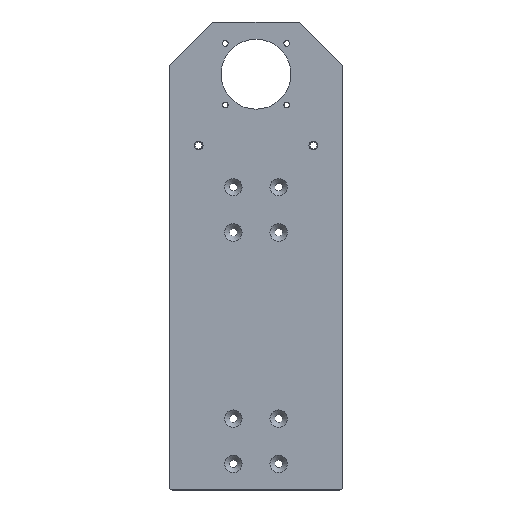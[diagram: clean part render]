
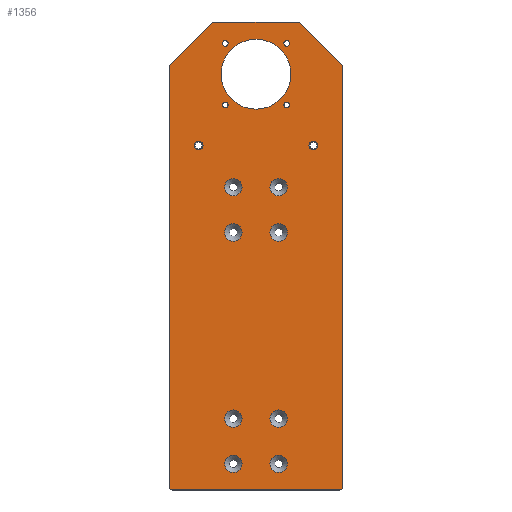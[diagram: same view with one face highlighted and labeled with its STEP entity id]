
A CAD part, top view. The second image highlights one B-rep face of the part: STEP entity #1356.
In plain terms, the highlighted planar face has unit normal (0, 0, 1).
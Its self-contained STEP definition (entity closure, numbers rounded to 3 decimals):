
#141=PLANE('',#1476);
#163=FACE_BOUND('',#293,.T.);
#164=FACE_BOUND('',#294,.T.);
#165=FACE_BOUND('',#295,.T.);
#166=FACE_BOUND('',#296,.T.);
#167=FACE_BOUND('',#297,.T.);
#168=FACE_BOUND('',#298,.T.);
#169=FACE_BOUND('',#299,.T.);
#170=FACE_BOUND('',#300,.T.);
#171=FACE_BOUND('',#301,.T.);
#172=FACE_BOUND('',#302,.T.);
#173=FACE_BOUND('',#303,.T.);
#174=FACE_BOUND('',#304,.T.);
#175=FACE_BOUND('',#305,.T.);
#176=FACE_BOUND('',#306,.T.);
#177=FACE_BOUND('',#307,.T.);
#220=FACE_OUTER_BOUND('',#292,.T.);
#292=EDGE_LOOP('',(#1014,#1015,#1016,#1017,#1018,#1019,#1020,#1021));
#293=EDGE_LOOP('',(#1022));
#294=EDGE_LOOP('',(#1023));
#295=EDGE_LOOP('',(#1024));
#296=EDGE_LOOP('',(#1025));
#297=EDGE_LOOP('',(#1026));
#298=EDGE_LOOP('',(#1027));
#299=EDGE_LOOP('',(#1028));
#300=EDGE_LOOP('',(#1029));
#301=EDGE_LOOP('',(#1030));
#302=EDGE_LOOP('',(#1031));
#303=EDGE_LOOP('',(#1032));
#304=EDGE_LOOP('',(#1033));
#305=EDGE_LOOP('',(#1034));
#306=EDGE_LOOP('',(#1035));
#307=EDGE_LOOP('',(#1036));
#394=LINE('',#2165,#486);
#395=LINE('',#2167,#487);
#396=LINE('',#2169,#488);
#397=LINE('',#2171,#489);
#398=LINE('',#2175,#490);
#399=LINE('',#2178,#491);
#486=VECTOR('',#1716,10.);
#487=VECTOR('',#1717,10.);
#488=VECTOR('',#1718,10.);
#489=VECTOR('',#1719,10.);
#490=VECTOR('',#1722,10.);
#491=VECTOR('',#1725,10.);
#562=CIRCLE('',#1435,1.621);
#564=CIRCLE('',#1438,1.621);
#566=CIRCLE('',#1441,1.621);
#568=CIRCLE('',#1444,1.621);
#589=CIRCLE('',#1473,2.567);
#592=CIRCLE('',#1477,2.);
#593=CIRCLE('',#1478,2.);
#594=CIRCLE('',#1479,2.567);
#595=CIRCLE('',#1480,20.1);
#596=CIRCLE('',#1481,5.);
#597=CIRCLE('',#1482,5.);
#598=CIRCLE('',#1483,5.);
#599=CIRCLE('',#1484,5.);
#600=CIRCLE('',#1485,5.);
#601=CIRCLE('',#1486,5.);
#602=CIRCLE('',#1487,5.);
#603=CIRCLE('',#1488,5.);
#657=VERTEX_POINT('',#2064);
#659=VERTEX_POINT('',#2070);
#661=VERTEX_POINT('',#2076);
#663=VERTEX_POINT('',#2082);
#692=VERTEX_POINT('',#2155);
#695=VERTEX_POINT('',#2163);
#696=VERTEX_POINT('',#2164);
#697=VERTEX_POINT('',#2166);
#698=VERTEX_POINT('',#2168);
#699=VERTEX_POINT('',#2170);
#700=VERTEX_POINT('',#2172);
#701=VERTEX_POINT('',#2174);
#702=VERTEX_POINT('',#2176);
#703=VERTEX_POINT('',#2179);
#704=VERTEX_POINT('',#2181);
#705=VERTEX_POINT('',#2183);
#706=VERTEX_POINT('',#2185);
#707=VERTEX_POINT('',#2187);
#708=VERTEX_POINT('',#2189);
#709=VERTEX_POINT('',#2191);
#710=VERTEX_POINT('',#2193);
#711=VERTEX_POINT('',#2195);
#712=VERTEX_POINT('',#2197);
#774=EDGE_CURVE('',#657,#657,#562,.T.);
#777=EDGE_CURVE('',#659,#659,#564,.T.);
#780=EDGE_CURVE('',#661,#661,#566,.T.);
#783=EDGE_CURVE('',#663,#663,#568,.T.);
#817=EDGE_CURVE('',#692,#692,#589,.T.);
#821=EDGE_CURVE('',#695,#696,#394,.T.);
#822=EDGE_CURVE('',#695,#697,#395,.T.);
#823=EDGE_CURVE('',#698,#697,#396,.T.);
#824=EDGE_CURVE('',#698,#699,#397,.T.);
#825=EDGE_CURVE('',#700,#699,#592,.T.);
#826=EDGE_CURVE('',#700,#701,#398,.T.);
#827=EDGE_CURVE('',#702,#701,#593,.T.);
#828=EDGE_CURVE('',#696,#702,#399,.T.);
#829=EDGE_CURVE('',#703,#703,#594,.T.);
#830=EDGE_CURVE('',#704,#704,#595,.T.);
#831=EDGE_CURVE('',#705,#705,#596,.T.);
#832=EDGE_CURVE('',#706,#706,#597,.T.);
#833=EDGE_CURVE('',#707,#707,#598,.T.);
#834=EDGE_CURVE('',#708,#708,#599,.T.);
#835=EDGE_CURVE('',#709,#709,#600,.T.);
#836=EDGE_CURVE('',#710,#710,#601,.T.);
#837=EDGE_CURVE('',#711,#711,#602,.T.);
#838=EDGE_CURVE('',#712,#712,#603,.T.);
#1014=ORIENTED_EDGE('',*,*,#821,.F.);
#1015=ORIENTED_EDGE('',*,*,#822,.T.);
#1016=ORIENTED_EDGE('',*,*,#823,.F.);
#1017=ORIENTED_EDGE('',*,*,#824,.T.);
#1018=ORIENTED_EDGE('',*,*,#825,.F.);
#1019=ORIENTED_EDGE('',*,*,#826,.T.);
#1020=ORIENTED_EDGE('',*,*,#827,.F.);
#1021=ORIENTED_EDGE('',*,*,#828,.F.);
#1022=ORIENTED_EDGE('',*,*,#774,.T.);
#1023=ORIENTED_EDGE('',*,*,#777,.T.);
#1024=ORIENTED_EDGE('',*,*,#780,.T.);
#1025=ORIENTED_EDGE('',*,*,#783,.T.);
#1026=ORIENTED_EDGE('',*,*,#829,.F.);
#1027=ORIENTED_EDGE('',*,*,#830,.T.);
#1028=ORIENTED_EDGE('',*,*,#831,.F.);
#1029=ORIENTED_EDGE('',*,*,#832,.F.);
#1030=ORIENTED_EDGE('',*,*,#833,.F.);
#1031=ORIENTED_EDGE('',*,*,#834,.F.);
#1032=ORIENTED_EDGE('',*,*,#835,.T.);
#1033=ORIENTED_EDGE('',*,*,#836,.T.);
#1034=ORIENTED_EDGE('',*,*,#837,.T.);
#1035=ORIENTED_EDGE('',*,*,#838,.T.);
#1036=ORIENTED_EDGE('',*,*,#817,.F.);
#1356=ADVANCED_FACE('',(#220,#163,#164,#165,#166,#167,#168,#169,#170,#171,
#172,#173,#174,#175,#176,#177),#141,.T.);
#1435=AXIS2_PLACEMENT_3D('',#2065,#1616,#1617);
#1438=AXIS2_PLACEMENT_3D('',#2071,#1623,#1624);
#1441=AXIS2_PLACEMENT_3D('',#2077,#1630,#1631);
#1444=AXIS2_PLACEMENT_3D('',#2083,#1637,#1638);
#1473=AXIS2_PLACEMENT_3D('',#2156,#1707,#1708);
#1476=AXIS2_PLACEMENT_3D('',#2162,#1714,#1715);
#1477=AXIS2_PLACEMENT_3D('',#2173,#1720,#1721);
#1478=AXIS2_PLACEMENT_3D('',#2177,#1723,#1724);
#1479=AXIS2_PLACEMENT_3D('',#2180,#1726,#1727);
#1480=AXIS2_PLACEMENT_3D('',#2182,#1728,#1729);
#1481=AXIS2_PLACEMENT_3D('',#2184,#1730,#1731);
#1482=AXIS2_PLACEMENT_3D('',#2186,#1732,#1733);
#1483=AXIS2_PLACEMENT_3D('',#2188,#1734,#1735);
#1484=AXIS2_PLACEMENT_3D('',#2190,#1736,#1737);
#1485=AXIS2_PLACEMENT_3D('',#2192,#1738,#1739);
#1486=AXIS2_PLACEMENT_3D('',#2194,#1740,#1741);
#1487=AXIS2_PLACEMENT_3D('',#2196,#1742,#1743);
#1488=AXIS2_PLACEMENT_3D('',#2198,#1744,#1745);
#1616=DIRECTION('center_axis',(0.,0.,-1.));
#1617=DIRECTION('ref_axis',(1.,0.,0.));
#1623=DIRECTION('center_axis',(0.,0.,-1.));
#1624=DIRECTION('ref_axis',(1.,0.,0.));
#1630=DIRECTION('center_axis',(0.,0.,-1.));
#1631=DIRECTION('ref_axis',(1.,0.,0.));
#1637=DIRECTION('center_axis',(0.,0.,-1.));
#1638=DIRECTION('ref_axis',(1.,0.,0.));
#1707=DIRECTION('center_axis',(0.,0.,1.));
#1708=DIRECTION('ref_axis',(-1.,0.,0.));
#1714=DIRECTION('center_axis',(0.,0.,1.));
#1715=DIRECTION('ref_axis',(1.,0.,0.));
#1716=DIRECTION('',(0.707,-0.707,0.));
#1717=DIRECTION('',(-1.,0.,0.));
#1718=DIRECTION('',(0.707,0.707,0.));
#1719=DIRECTION('',(0.,-1.,0.));
#1720=DIRECTION('center_axis',(0.,0.,-1.));
#1721=DIRECTION('ref_axis',(-0.707,-0.707,0.));
#1722=DIRECTION('',(1.,0.,0.));
#1723=DIRECTION('center_axis',(0.,0.,-1.));
#1724=DIRECTION('ref_axis',(0.707,-0.707,0.));
#1725=DIRECTION('',(0.,-1.,0.));
#1726=DIRECTION('center_axis',(0.,0.,1.));
#1727=DIRECTION('ref_axis',(-1.,0.,0.));
#1728=DIRECTION('center_axis',(0.,0.,-1.));
#1729=DIRECTION('ref_axis',(1.,0.,0.));
#1730=DIRECTION('center_axis',(0.,0.,1.));
#1731=DIRECTION('ref_axis',(1.,0.,0.));
#1732=DIRECTION('center_axis',(0.,0.,1.));
#1733=DIRECTION('ref_axis',(1.,0.,0.));
#1734=DIRECTION('center_axis',(0.,0.,1.));
#1735=DIRECTION('ref_axis',(1.,0.,0.));
#1736=DIRECTION('center_axis',(0.,0.,1.));
#1737=DIRECTION('ref_axis',(1.,0.,0.));
#1738=DIRECTION('center_axis',(0.,0.,-1.));
#1739=DIRECTION('ref_axis',(1.,0.,0.));
#1740=DIRECTION('center_axis',(0.,0.,-1.));
#1741=DIRECTION('ref_axis',(1.,0.,0.));
#1742=DIRECTION('center_axis',(0.,0.,-1.));
#1743=DIRECTION('ref_axis',(1.,0.,0.));
#1744=DIRECTION('center_axis',(0.,0.,-1.));
#1745=DIRECTION('ref_axis',(1.,0.,0.));
#2064=CARTESIAN_POINT('',(16.057,168.678,0.));
#2065=CARTESIAN_POINT('Origin',(17.678,168.678,0.));
#2070=CARTESIAN_POINT('',(16.057,133.322,0.));
#2071=CARTESIAN_POINT('Origin',(17.678,133.322,0.));
#2076=CARTESIAN_POINT('',(-19.299,133.322,0.));
#2077=CARTESIAN_POINT('Origin',(-17.678,133.322,0.));
#2082=CARTESIAN_POINT('',(-19.299,168.678,0.));
#2083=CARTESIAN_POINT('Origin',(-17.678,168.678,0.));
#2155=CARTESIAN_POINT('',(35.567,110.,0.));
#2156=CARTESIAN_POINT('Origin',(33.,110.,0.));
#2162=CARTESIAN_POINT('Origin',(0.,0.,0.));
#2163=CARTESIAN_POINT('',(25.,181.,0.));
#2164=CARTESIAN_POINT('',(50.,156.,0.));
#2165=CARTESIAN_POINT('',(70.25,135.75,0.));
#2166=CARTESIAN_POINT('',(-25.,181.,0.));
#2167=CARTESIAN_POINT('',(50.,181.,0.));
#2168=CARTESIAN_POINT('',(-50.,156.,0.));
#2169=CARTESIAN_POINT('',(-70.25,135.75,0.));
#2170=CARTESIAN_POINT('',(-50.,-86.,0.));
#2171=CARTESIAN_POINT('',(-50.,85.,0.));
#2172=CARTESIAN_POINT('',(-48.,-88.,0.));
#2173=CARTESIAN_POINT('Origin',(-48.,-86.,0.));
#2174=CARTESIAN_POINT('',(48.,-88.,0.));
#2175=CARTESIAN_POINT('',(-85.,-88.,0.));
#2176=CARTESIAN_POINT('',(50.,-86.,0.));
#2177=CARTESIAN_POINT('Origin',(48.,-86.,0.));
#2178=CARTESIAN_POINT('',(50.,98.,0.));
#2179=CARTESIAN_POINT('',(-30.433,110.,0.));
#2180=CARTESIAN_POINT('Origin',(-33.,110.,0.));
#2181=CARTESIAN_POINT('',(-20.1,151.,0.));
#2182=CARTESIAN_POINT('Origin',(0.,151.,0.));
#2183=CARTESIAN_POINT('',(-18.,60.,0.));
#2184=CARTESIAN_POINT('Origin',(-13.,60.,0.));
#2185=CARTESIAN_POINT('',(-18.,86.,0.));
#2186=CARTESIAN_POINT('Origin',(-13.,86.,0.));
#2187=CARTESIAN_POINT('',(8.,86.,0.));
#2188=CARTESIAN_POINT('Origin',(13.,86.,0.));
#2189=CARTESIAN_POINT('',(8.,60.,0.));
#2190=CARTESIAN_POINT('Origin',(13.,60.,0.));
#2191=CARTESIAN_POINT('',(8.,-47.,0.));
#2192=CARTESIAN_POINT('Origin',(13.,-47.,0.));
#2193=CARTESIAN_POINT('',(8.,-73.,0.));
#2194=CARTESIAN_POINT('Origin',(13.,-73.,0.));
#2195=CARTESIAN_POINT('',(-18.,-73.,0.));
#2196=CARTESIAN_POINT('Origin',(-13.,-73.,0.));
#2197=CARTESIAN_POINT('',(-18.,-47.,0.));
#2198=CARTESIAN_POINT('Origin',(-13.,-47.,0.));
